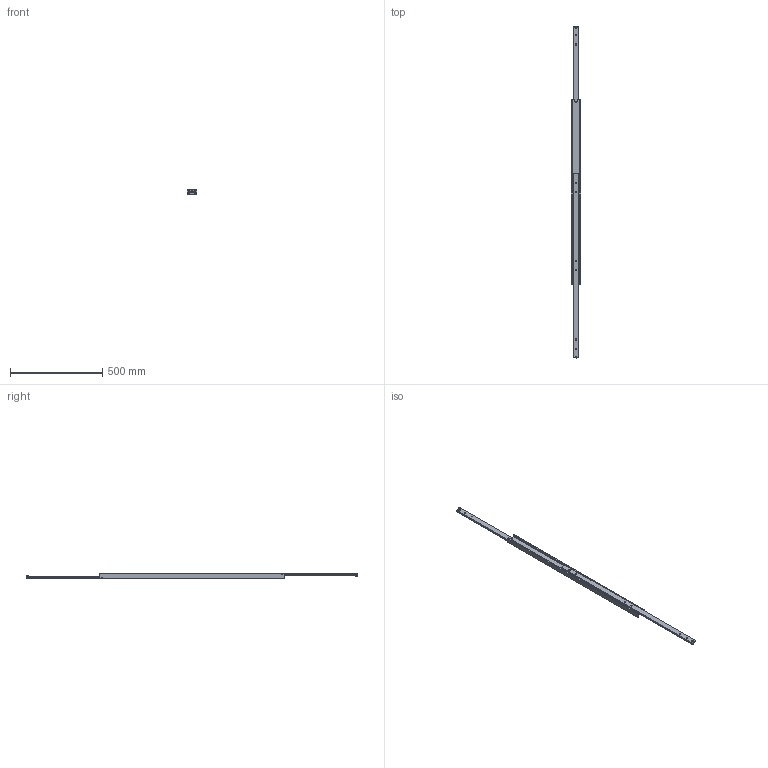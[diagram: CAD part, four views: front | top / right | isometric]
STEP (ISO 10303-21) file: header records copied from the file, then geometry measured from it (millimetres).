
FILE_DESCRIPTION((''),'2;1');
FILE_NAME('DTS-50 1000.stp','2021-04-13T12:35:50',(''),(''),'Mechanical Desktop 2006','Mechanical Desktop 2006',', , ');
FILE_SCHEMA(('CONFIG_CONTROL_DESIGN'));
Length unit declared in the file: millimetre
Products named in the file (4): DTS-50 A; INNER BEAM; OUTER BEAM; SCREW - DIN 912 - M8X10
Assembly tree (5 placements, depth 2):
  DTS-50 A
    INNER BEAM
    OUTER BEAM  x2
    SCREW - DIN 912 - M8X10  x2
Bounding box: 50 x 1800 x 30 mm (x, y, z)
Volume: 1094295.6 mm3; surface area: 363031.5 mm2
Topology: 5 solids, 7 shells, 300 faces, 788 edges, 498 vertices
Faces by surface type: cylinder 104, plane 72, cone 64, torus 56, bspline 4
Entity records: 6143 total; most frequent: CARTESIAN_POINT 1460, DIRECTION 1020, ORIENTED_EDGE 938, EDGE_CURVE 469, AXIS2_PLACEMENT_3D 405, VERTEX_POINT 299, CIRCLE 223, VECTOR 210
